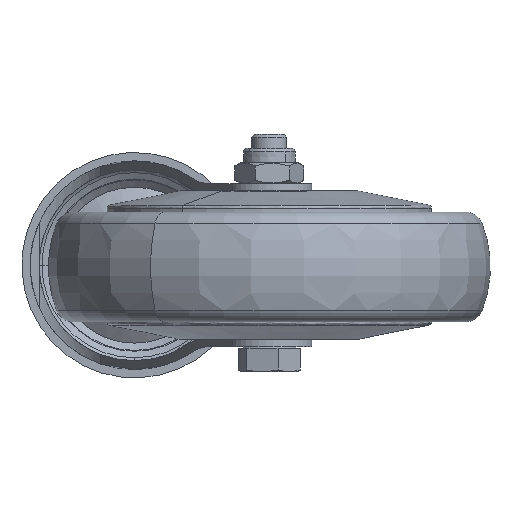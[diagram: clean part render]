
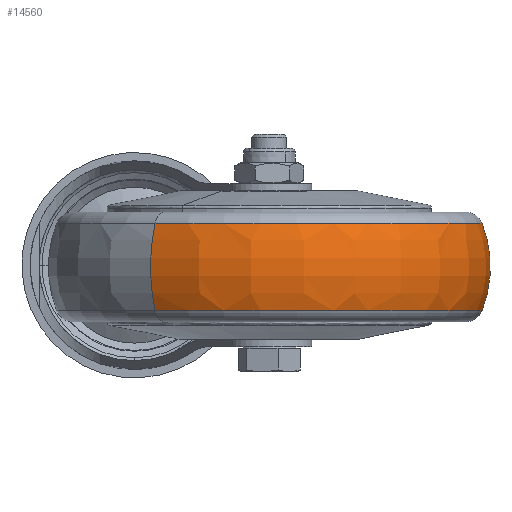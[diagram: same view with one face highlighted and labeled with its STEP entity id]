
A CAD part, front view. The second image highlights one B-rep face of the part: STEP entity #14560.
In plain terms, the highlighted toroidal (fillet/blend) face has major radius 28.5 mm and minor radius 34 mm.
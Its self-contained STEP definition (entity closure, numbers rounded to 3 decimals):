
#769 = EDGE_CURVE ( 'NONE', #3003, #2685, #11339, .T. ) ;
#1020 = AXIS2_PLACEMENT_3D ( 'NONE', #2140, #13350, #15856 ) ;
#1025 = EDGE_CURVE ( 'NONE', #6601, #2685, #6035, .T. ) ;
#1611 = CARTESIAN_POINT ( 'NONE',  ( -12.31, 0., 60.193 ) ) ;
#1977 = CARTESIAN_POINT ( 'NONE',  ( -12.31, 0., 0. ) ) ;
#2140 = CARTESIAN_POINT ( 'NONE',  ( 12.31, 0., 0. ) ) ;
#2593 = CIRCLE ( 'NONE', #1020, 60.193 ) ;
#2648 = ORIENTED_EDGE ( 'NONE', *, *, #1025, .F. ) ;
#2685 = VERTEX_POINT ( 'NONE', #1611 ) ;
#2975 = CARTESIAN_POINT ( 'NONE',  ( 0., 0., 28.5 ) ) ;
#3003 = VERTEX_POINT ( 'NONE', #10678 ) ;
#3558 = AXIS2_PLACEMENT_3D ( 'NONE', #13486, #5689, #8434 ) ;
#3885 = AXIS2_PLACEMENT_3D ( 'NONE', #2975, #12168, #4303 ) ;
#4303 = DIRECTION ( 'NONE',  ( 0., 0., -1. ) ) ;
#5689 = DIRECTION ( 'NONE',  ( -1., 0., 0. ) ) ;
#5854 = ORIENTED_EDGE ( 'NONE', *, *, #769, .T. ) ;
#5945 = FACE_OUTER_BOUND ( 'NONE', #14445, .T. ) ;
#6035 = CIRCLE ( 'NONE', #6550, 60.193 ) ;
#6550 = AXIS2_PLACEMENT_3D ( 'NONE', #1977, #15864, #10817 ) ;
#6601 = VERTEX_POINT ( 'NONE', #15684 ) ;
#6961 = VERTEX_POINT ( 'NONE', #13008 ) ;
#7178 = CARTESIAN_POINT ( 'NONE',  ( 0., 0., -28.5 ) ) ;
#8233 = ORIENTED_EDGE ( 'NONE', *, *, #11308, .T. ) ;
#8434 = DIRECTION ( 'NONE',  ( 0., 0., 1. ) ) ;
#10482 = TOROIDAL_SURFACE ( 'NONE', #3558, 28.5, 34. ) ;
#10678 = CARTESIAN_POINT ( 'NONE',  ( 12.31, 0., 60.193 ) ) ;
#10817 = DIRECTION ( 'NONE',  ( 0., 0., 1. ) ) ;
#11308 = EDGE_CURVE ( 'NONE', #6961, #3003, #2593, .T. ) ;
#11339 = CIRCLE ( 'NONE', #3885, 34. ) ;
#11782 = ORIENTED_EDGE ( 'NONE', *, *, #14436, .F. ) ;
#12168 = DIRECTION ( 'NONE',  ( 0., -1., 0. ) ) ;
#13008 = CARTESIAN_POINT ( 'NONE',  ( 12.31, 0., -60.193 ) ) ;
#13350 = DIRECTION ( 'NONE',  ( -1., 0., 0. ) ) ;
#13486 = CARTESIAN_POINT ( 'NONE',  ( 0., 0., 0. ) ) ;
#14154 = AXIS2_PLACEMENT_3D ( 'NONE', #7178, #14985, #16136 ) ;
#14436 = EDGE_CURVE ( 'NONE', #6961, #6601, #15804, .T. ) ;
#14445 = EDGE_LOOP ( 'NONE', ( #11782, #8233, #5854, #2648 ) ) ;
#14560 = ADVANCED_FACE ( 'NONE', ( #5945 ), #10482, .T. ) ;
#14985 = DIRECTION ( 'NONE',  ( 0., 1., 0. ) ) ;
#15684 = CARTESIAN_POINT ( 'NONE',  ( -12.31, 0., -60.193 ) ) ;
#15804 = CIRCLE ( 'NONE', #14154, 34. ) ;
#15856 = DIRECTION ( 'NONE',  ( 0., 0., 1. ) ) ;
#15864 = DIRECTION ( 'NONE',  ( -1., 0., 0. ) ) ;
#16136 = DIRECTION ( 'NONE',  ( 0., 0., 1. ) ) ;
